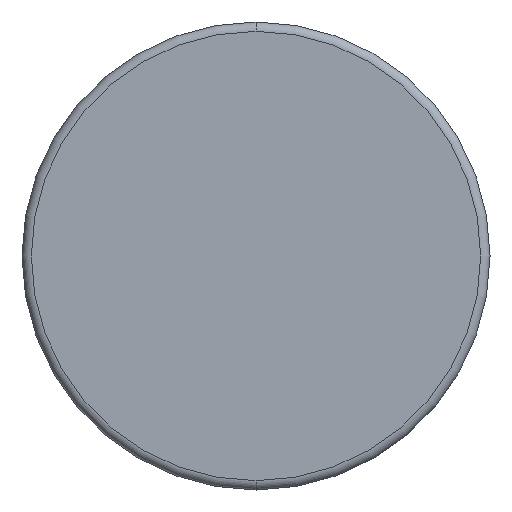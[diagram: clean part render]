
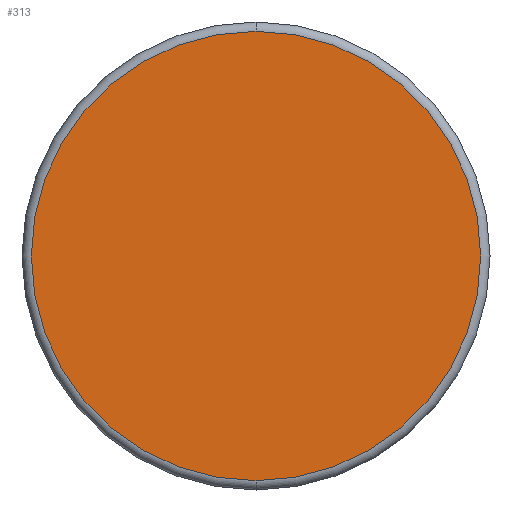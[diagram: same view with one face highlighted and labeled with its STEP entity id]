
A CAD part, front view. The second image highlights one B-rep face of the part: STEP entity #313.
In plain terms, the highlighted planar face has unit normal (0, -1, 0).
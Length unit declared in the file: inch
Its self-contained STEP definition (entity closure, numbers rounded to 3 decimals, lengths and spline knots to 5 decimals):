
#23 = DIRECTION ( 'NONE',  ( 0., 0., -1. ) ) ;
#28 = DIRECTION ( 'NONE',  ( 0., 0., -1. ) ) ;
#34 = CIRCLE ( 'NONE', #401, 0.24 ) ;
#48 = ORIENTED_EDGE ( 'NONE', *, *, #276, .T. ) ;
#63 = CARTESIAN_POINT ( 'NONE',  ( 0., 0., 0. ) ) ;
#77 = EDGE_LOOP ( 'NONE', ( #48, #520 ) ) ;
#103 = CARTESIAN_POINT ( 'NONE',  ( 0., 0., 0. ) ) ;
#108 = DIRECTION ( 'NONE',  ( 0., -1., 0. ) ) ;
#146 = PLANE ( 'NONE',  #318 ) ;
#157 = VERTEX_POINT ( 'NONE', #239 ) ;
#229 = FACE_OUTER_BOUND ( 'NONE', #77, .T. ) ;
#239 = CARTESIAN_POINT ( 'NONE',  ( 0., 0., -0.24 ) ) ;
#264 = EDGE_CURVE ( 'NONE', #265, #157, #34, .T. ) ;
#265 = VERTEX_POINT ( 'NONE', #534 ) ;
#276 = EDGE_CURVE ( 'NONE', #157, #265, #390, .T. ) ;
#313 = ADVANCED_FACE ( 'NONE', ( #229 ), #146, .T. ) ;
#318 = AXIS2_PLACEMENT_3D ( 'NONE', #366, #539, #487 ) ;
#366 = CARTESIAN_POINT ( 'NONE',  ( 0., 0., 0. ) ) ;
#390 = CIRCLE ( 'NONE', #491, 0.24 ) ;
#401 = AXIS2_PLACEMENT_3D ( 'NONE', #63, #108, #23 ) ;
#487 = DIRECTION ( 'NONE',  ( 0., 0., -1. ) ) ;
#488 = DIRECTION ( 'NONE',  ( 0., -1., 0. ) ) ;
#491 = AXIS2_PLACEMENT_3D ( 'NONE', #103, #488, #28 ) ;
#520 = ORIENTED_EDGE ( 'NONE', *, *, #264, .T. ) ;
#534 = CARTESIAN_POINT ( 'NONE',  ( 0., 0., 0.24 ) ) ;
#539 = DIRECTION ( 'NONE',  ( 0., -1., 0. ) ) ;
